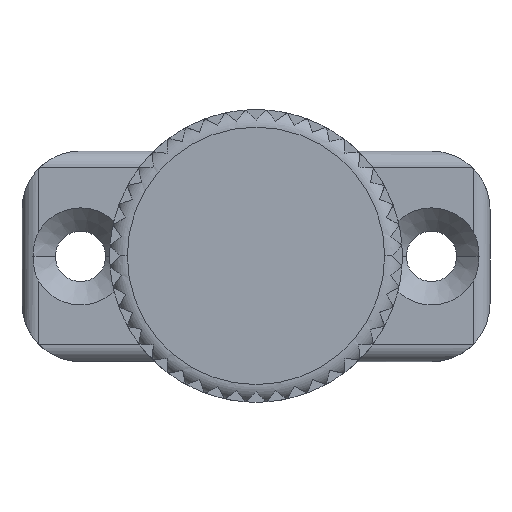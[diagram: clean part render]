
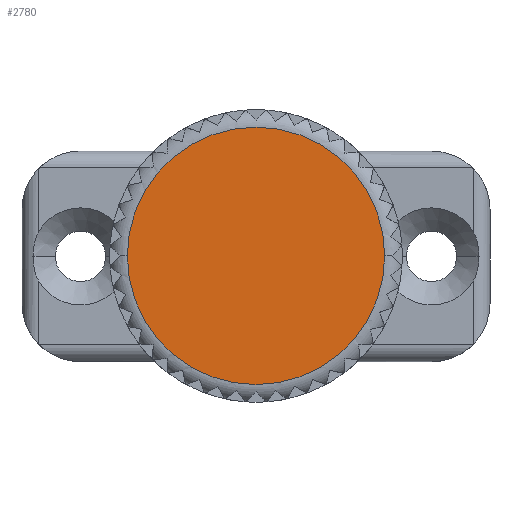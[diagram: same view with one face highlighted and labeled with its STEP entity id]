
A CAD part, top view. The second image highlights one B-rep face of the part: STEP entity #2780.
In plain terms, the highlighted planar face has unit normal (0, 0, 1).
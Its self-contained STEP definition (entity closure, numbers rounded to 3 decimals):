
#1128=EDGE_CURVE('',#2268,#2978,#3188,.T.);
#2210=EDGE_CURVE('',#2978,#2268,#4370,.T.);
#2268=VERTEX_POINT('',#4434);
#2780=ADVANCED_FACE('',(#5000),#5001,.T.);
#2978=VERTEX_POINT('',#5215);
#3188=CIRCLE('',#5510,11.0);
#4370=CIRCLE('',#7933,11.0);
#4434=CARTESIAN_POINT('',(11.0,0.,28.5));
#5000=FACE_OUTER_BOUND('',#9147,.T.);
#5001=PLANE('',#9148);
#5215=CARTESIAN_POINT('',(-11.0,0.,28.5));
#5510=AXIS2_PLACEMENT_3D('',#9844,#9845,#9846);
#7933=AXIS2_PLACEMENT_3D('',#11193,#11194,#11195);
#9147=EDGE_LOOP('',(#11861,#11862));
#9148=AXIS2_PLACEMENT_3D('',#11863,#11864,#11865);
#9844=CARTESIAN_POINT('',(0.0,0.,28.5));
#9845=DIRECTION('',(0.0,0.0,1.0));
#9846=DIRECTION('',(-1.0,0.,0.0));
#11193=CARTESIAN_POINT('',(0.0,0.,28.5));
#11194=DIRECTION('',(0.0,0.0,1.0));
#11195=DIRECTION('',(-1.0,0.,0.0));
#11861=ORIENTED_EDGE('',*,*,#2210,.T.);
#11862=ORIENTED_EDGE('',*,*,#1128,.T.);
#11863=CARTESIAN_POINT('',(-5.5,0.,28.5));
#11864=DIRECTION('',(0.0,0.0,1.0));
#11865=DIRECTION('',(-1.0,0.,0.0));
